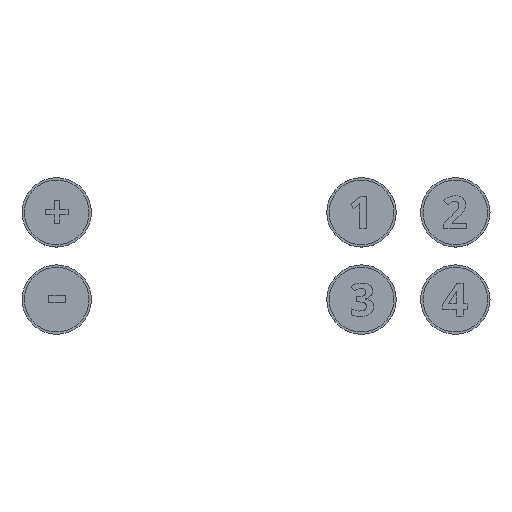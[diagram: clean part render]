
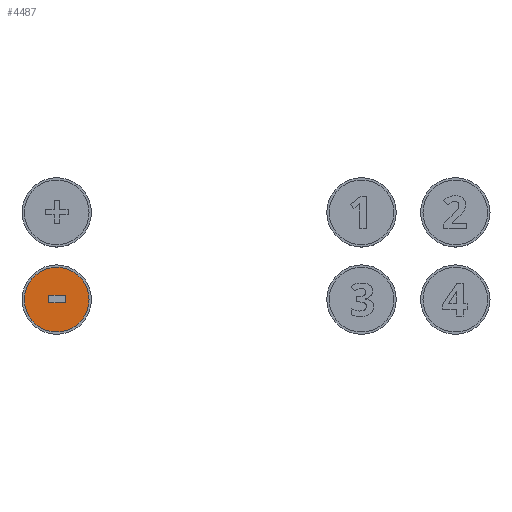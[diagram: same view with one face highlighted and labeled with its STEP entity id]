
A CAD part, top view. The second image highlights one B-rep face of the part: STEP entity #4487.
In plain terms, the highlighted planar face has unit normal (0, 0, 1).
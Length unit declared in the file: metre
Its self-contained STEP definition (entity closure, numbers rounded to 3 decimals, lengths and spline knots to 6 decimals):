
#622=LINE('',#7913,#1028);
#626=LINE('',#7922,#1032);
#629=LINE('',#7928,#1035);
#632=LINE('',#7939,#1038);
#1028=VECTOR('',#5893,1.);
#1032=VECTOR('',#5899,1.);
#1035=VECTOR('',#5904,1.);
#1038=VECTOR('',#5915,1.);
#2313=ORIENTED_EDGE('',*,*,#2933,.T.);
#2314=ORIENTED_EDGE('',*,*,#2922,.T.);
#2315=ORIENTED_EDGE('',*,*,#2926,.T.);
#2316=ORIENTED_EDGE('',*,*,#2929,.T.);
#2317=ORIENTED_EDGE('',*,*,#2934,.T.);
#2922=EDGE_CURVE('',#3354,#3355,#622,.T.);
#2926=EDGE_CURVE('',#3355,#3358,#626,.T.);
#2929=EDGE_CURVE('',#3358,#3360,#629,.T.);
#2933=EDGE_CURVE('',#3363,#3363,#3447,.T.);
#2934=EDGE_CURVE('',#3360,#3354,#632,.T.);
#3354=VERTEX_POINT('',#7914);
#3355=VERTEX_POINT('',#7915);
#3358=VERTEX_POINT('',#7923);
#3360=VERTEX_POINT('',#7929);
#3363=VERTEX_POINT('',#7937);
#3447=CIRCLE('',#4927,0.0069);
#3760=EDGE_LOOP('',(#2313));
#3761=EDGE_LOOP('',(#2314,#2315,#2316,#2317));
#4074=FACE_BOUND('',#3760,.T.);
#4075=FACE_BOUND('',#3761,.T.);
#4228=PLANE('',#4930);
#4487=ADVANCED_FACE('',(#4074,#4075),#4228,.T.);
#4927=AXIS2_PLACEMENT_3D('',#7936,#5911,#5912);
#4930=AXIS2_PLACEMENT_3D('',#7942,#5919,#5920);
#5893=DIRECTION('',(-1.,0.,0.));
#5899=DIRECTION('',(0.,1.,0.));
#5904=DIRECTION('',(1.,0.,0.));
#5911=DIRECTION('',(0.,0.,1.));
#5912=DIRECTION('',(1.,0.,0.));
#5915=DIRECTION('',(0.,-1.,0.));
#5919=DIRECTION('',(0.,0.,1.));
#5920=DIRECTION('',(1.,0.,0.));
#7913=CARTESIAN_POINT('',(-0.04992,-0.000706,0.001));
#7914=CARTESIAN_POINT('',(-0.04815,-0.000706,0.001));
#7915=CARTESIAN_POINT('',(-0.051689,-0.000706,0.001));
#7922=CARTESIAN_POINT('',(-0.051689,0.000118,0.001));
#7923=CARTESIAN_POINT('',(-0.051689,0.000941,0.001));
#7928=CARTESIAN_POINT('',(-0.04992,0.000941,0.001));
#7929=CARTESIAN_POINT('',(-0.04815,0.000941,0.001));
#7936=CARTESIAN_POINT('',(-0.05,0.,0.001));
#7937=CARTESIAN_POINT('',(-0.0431,0.,0.001));
#7939=CARTESIAN_POINT('',(-0.04815,0.000118,0.001));
#7942=CARTESIAN_POINT('',(-0.0075,0.0093,0.001));
